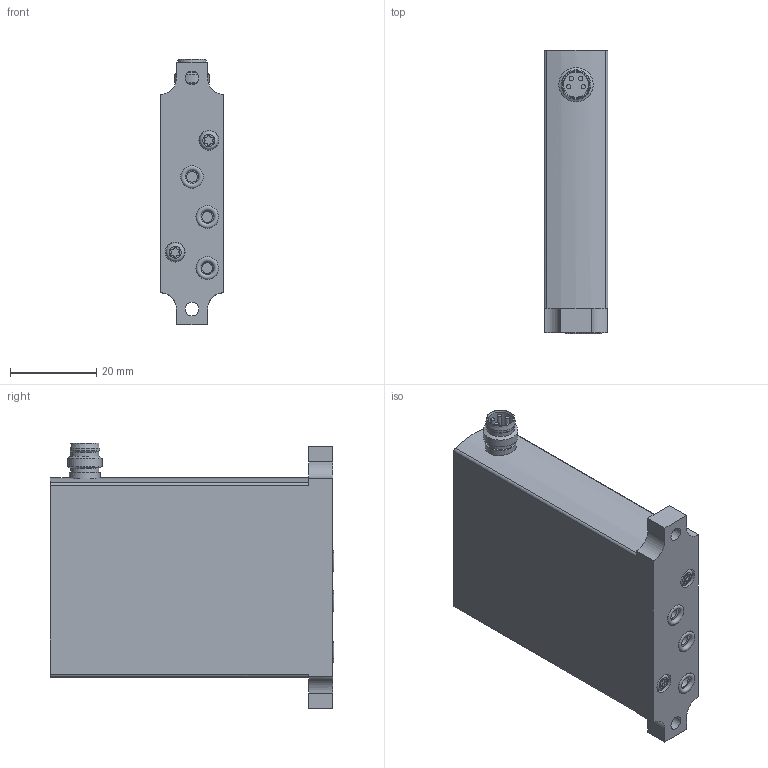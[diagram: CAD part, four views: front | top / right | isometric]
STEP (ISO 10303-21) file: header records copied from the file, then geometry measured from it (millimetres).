
FILE_DESCRIPTION(/* description */ ('STEP AP214'),/* implementation_level */ '2;1');
FILE_NAME(/* name */ '8046892_VEAA-B-3-D2-F-V1-1R1',/* time_stamp */ '2024-09-16T10:37:00+02:00',/* author */ ('License CC BY-ND 4.0'),/* organization */ ('CADENAS'),/* preprocessor_version */ 'ST-DEVELOPER v19.3',/* originating_system */ 'PARTsolutions',/* authorisation */ ' ');
FILE_SCHEMA (('AP242_MANAGED_MODEL_BASED_3D_ENGINEERING_MIM_LF { 1 0 10303 442 3 1 4 }','AUTOMOTIVE_DESIGN {1 0 10303 214 3 1 1}'));
Length unit declared in the file: millimetre
Products named in the file (1): 8046892 VEAA-B-3-D2-F-V1-1R1
Bounding box: 14.8 x 65.8 x 61.6 mm (x, y, z)
Volume: 45099.2 mm3; surface area: 10410.8 mm2
Topology: 1 solids, 1 shells, 115 faces, 253 edges, 164 vertices
Faces by surface type: cylinder 63, plane 41, cone 6, torus 5
Full cylindrical faces by diameter (mm): 1 x4, 2.5 x4, 3.2 x2, 3.3 x1, 4.25 x1, 4.4 x2, 4.6 x2, 5.3 x6, 5.8 x3, 6.5 x2, 6.9 x1, 7.2 x1, 8 x1
Entity records: 3790 total; most frequent: DIRECTION 572, CARTESIAN_POINT 488, ORIENTED_EDGE 410, AXIS2_PLACEMENT_3D 252, EDGE_CURVE 205, EDGE_LOOP 184, FACE_BOUND 184, VERTEX_POINT 157
